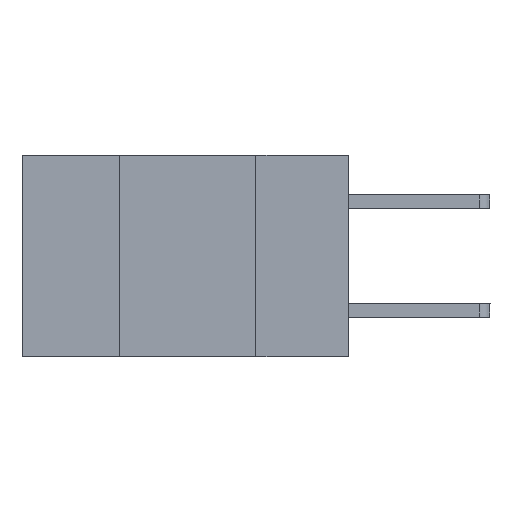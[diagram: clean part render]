
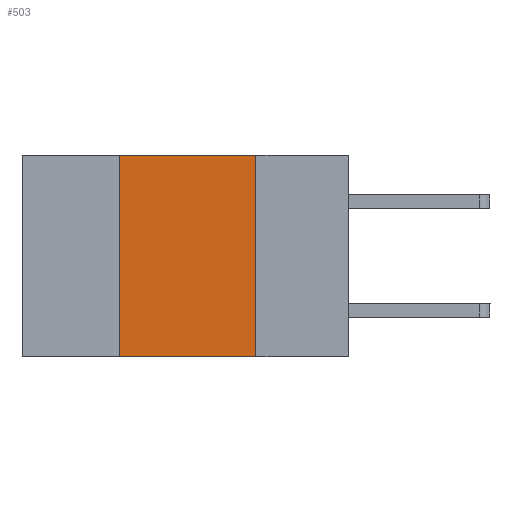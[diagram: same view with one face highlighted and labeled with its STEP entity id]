
A CAD part, left-side view. The second image highlights one B-rep face of the part: STEP entity #503.
In plain terms, the highlighted planar face has unit normal (-1, 0, 0).
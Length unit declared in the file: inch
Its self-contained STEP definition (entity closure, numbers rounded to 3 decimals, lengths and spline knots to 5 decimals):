
#32 = CARTESIAN_POINT ( 'NONE',  ( 0., 0.42, 0. ) ) ;
#194 = CARTESIAN_POINT ( 'NONE',  ( 0., 0.6, 0. ) ) ;
#358 = VECTOR ( 'NONE', #9875, 39.37008 ) ;
#503 = ADVANCED_FACE ( 'NONE', ( #6719 ), #8710, .F. ) ;
#727 = AXIS2_PLACEMENT_3D ( 'NONE', #8066, #10004, #7417 ) ;
#1048 = LINE ( 'NONE', #7773, #5303 ) ;
#1722 = LINE ( 'NONE', #8347, #7770 ) ;
#1973 = EDGE_CURVE ( 'NONE', #3529, #6250, #2960, .T. ) ;
#2293 = DIRECTION ( 'NONE',  ( 0., -1., 0. ) ) ;
#2569 = VERTEX_POINT ( 'NONE', #9116 ) ;
#2586 = ORIENTED_EDGE ( 'NONE', *, *, #5433, .F. ) ;
#2688 = CARTESIAN_POINT ( 'NONE',  ( 0., 0.17, 0. ) ) ;
#2960 = LINE ( 'NONE', #194, #8669 ) ;
#3491 = ORIENTED_EDGE ( 'NONE', *, *, #5070, .F. ) ;
#3529 = VERTEX_POINT ( 'NONE', #32 ) ;
#4051 = ORIENTED_EDGE ( 'NONE', *, *, #1973, .F. ) ;
#5070 = EDGE_CURVE ( 'NONE', #6250, #6359, #1722, .T. ) ;
#5303 = VECTOR ( 'NONE', #8469, 39.37008 ) ;
#5415 = DIRECTION ( 'NONE',  ( 0., 0., -1. ) ) ;
#5433 = EDGE_CURVE ( 'NONE', #2569, #3529, #1048, .T. ) ;
#5480 = EDGE_CURVE ( 'NONE', #2569, #6359, #7091, .T. ) ;
#6250 = VERTEX_POINT ( 'NONE', #2688 ) ;
#6359 = VERTEX_POINT ( 'NONE', #7305 ) ;
#6719 = FACE_OUTER_BOUND ( 'NONE', #7871, .T. ) ;
#7091 = LINE ( 'NONE', #9182, #358 ) ;
#7305 = CARTESIAN_POINT ( 'NONE',  ( 0., 0.17, -0.37 ) ) ;
#7417 = DIRECTION ( 'NONE',  ( 0., 0., -1. ) ) ;
#7770 = VECTOR ( 'NONE', #5415, 39.37008 ) ;
#7773 = CARTESIAN_POINT ( 'NONE',  ( 0., 0.42, -0.37 ) ) ;
#7871 = EDGE_LOOP ( 'NONE', ( #3491, #4051, #2586, #9446 ) ) ;
#8066 = CARTESIAN_POINT ( 'NONE',  ( 0., 0.6, 0. ) ) ;
#8347 = CARTESIAN_POINT ( 'NONE',  ( 0., 0.17, -0.37 ) ) ;
#8469 = DIRECTION ( 'NONE',  ( 0., 0., 1. ) ) ;
#8669 = VECTOR ( 'NONE', #2293, 39.37008 ) ;
#8710 = PLANE ( 'NONE',  #727 ) ;
#9116 = CARTESIAN_POINT ( 'NONE',  ( 0., 0.42, -0.37 ) ) ;
#9182 = CARTESIAN_POINT ( 'NONE',  ( 0., 0.6, -0.37 ) ) ;
#9446 = ORIENTED_EDGE ( 'NONE', *, *, #5480, .T. ) ;
#9875 = DIRECTION ( 'NONE',  ( 0., -1., 0. ) ) ;
#10004 = DIRECTION ( 'NONE',  ( 1., 0., 0. ) ) ;
